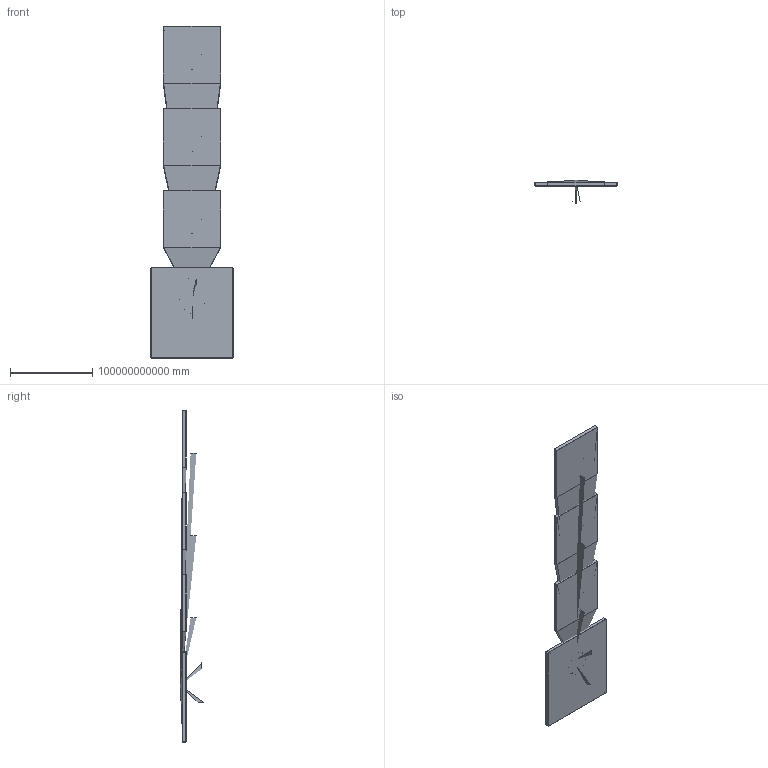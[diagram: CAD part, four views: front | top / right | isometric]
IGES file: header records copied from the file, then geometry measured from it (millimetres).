
Start section: C
Global section: file name: MHRQ5.igs; native system: By Siemens PLM Incorporated; preprocessor: XPlus GENERIC/IGES 18.0.17; author: Author; organization: Title; date: 20160513.080440; units: millimetre
Bounding box: 100000000000 x 28430175365.5 x 404000000000 mm (x, y, z)
Volume: 13052006290199.6 mm3; surface area: 90447.7 mm2
Topology: 9 solids, 24 shells, 346 faces, 909 edges, 626 vertices
Faces by surface type: bspline 346
